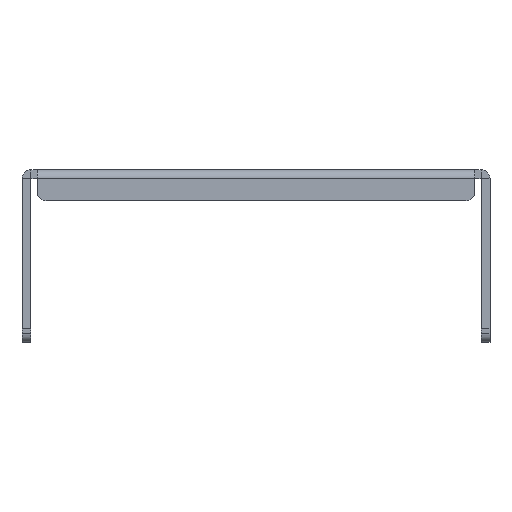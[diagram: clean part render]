
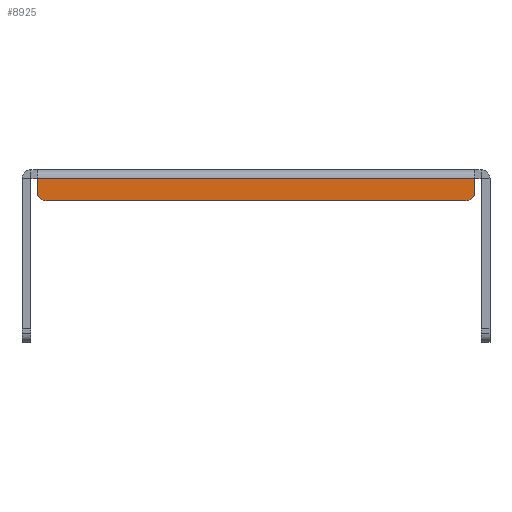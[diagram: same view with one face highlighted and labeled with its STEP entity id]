
A CAD part, top view. The second image highlights one B-rep face of the part: STEP entity #8925.
In plain terms, the highlighted planar face has unit normal (0, 0, 1).
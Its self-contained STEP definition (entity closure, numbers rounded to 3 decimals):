
#3162=DIRECTION('',(0.,1.,0.));
#3163=VECTOR('',#3162,3.);
#3164=CARTESIAN_POINT('',(49.5,31.,16.5));
#3165=LINE('',#3164,#3163);
#3166=CARTESIAN_POINT('',(47.5,31.,16.5));
#3167=DIRECTION('',(0.,0.,1.));
#3168=DIRECTION('',(0.,-1.,0.));
#3169=AXIS2_PLACEMENT_3D('',#3166,#3167,#3168);
#3171=DIRECTION('',(1.,0.,0.));
#3172=VECTOR('',#3171,95.);
#3173=CARTESIAN_POINT('',(-47.5,29.,16.5));
#3174=LINE('',#3173,#3172);
#3175=CARTESIAN_POINT('',(-47.5,31.,16.5));
#3176=DIRECTION('',(0.,0.,1.));
#3177=DIRECTION('',(-1.,0.,0.));
#3178=AXIS2_PLACEMENT_3D('',#3175,#3176,#3177);
#3180=DIRECTION('',(0.,-1.,0.));
#3181=VECTOR('',#3180,3.);
#3182=CARTESIAN_POINT('',(-49.5,34.,16.5));
#3183=LINE('',#3182,#3181);
#3184=DIRECTION('',(-1.,0.,0.));
#3185=VECTOR('',#3184,99.);
#3186=CARTESIAN_POINT('',(49.5,34.,16.5));
#3187=LINE('',#3186,#3185);
#4672=CARTESIAN_POINT('',(49.5,31.,16.5));
#4673=CARTESIAN_POINT('',(49.5,34.,16.5));
#4674=VERTEX_POINT('',#4672);
#4675=VERTEX_POINT('',#4673);
#4676=CARTESIAN_POINT('',(-47.5,29.,16.5));
#4677=CARTESIAN_POINT('',(47.5,29.,16.5));
#4678=VERTEX_POINT('',#4676);
#4679=VERTEX_POINT('',#4677);
#4680=CARTESIAN_POINT('',(-49.5,34.,16.5));
#4681=CARTESIAN_POINT('',(-49.5,31.,16.5));
#4682=VERTEX_POINT('',#4680);
#4683=VERTEX_POINT('',#4681);
#8909=CARTESIAN_POINT('',(25.978,34.,16.5));
#8910=DIRECTION('',(0.,0.,-1.));
#8911=DIRECTION('',(-1.,0.,0.));
#8912=AXIS2_PLACEMENT_3D('',#8909,#8910,#8911);
#8913=PLANE('',#8912);
#8914=ORIENTED_EDGE('',*,*,#8819,.F.);
#8916=ORIENTED_EDGE('',*,*,#8915,.F.);
#8918=ORIENTED_EDGE('',*,*,#8917,.F.);
#8920=ORIENTED_EDGE('',*,*,#8919,.F.);
#8921=ORIENTED_EDGE('',*,*,#8851,.F.);
#8922=ORIENTED_EDGE('',*,*,#8901,.F.);
#8923=EDGE_LOOP('',(#8914,#8916,#8918,#8920,#8921,#8922));
#8924=FACE_OUTER_BOUND('',#8923,.F.);
#8925=ADVANCED_FACE('',(#8924),#8913,.F.);
#3170=CIRCLE('',#3169,2.);
#3179=CIRCLE('',#3178,2.);
#8819=EDGE_CURVE('',#4674,#4675,#3165,.T.);
#8851=EDGE_CURVE('',#4682,#4683,#3183,.T.);
#8901=EDGE_CURVE('',#4675,#4682,#3187,.T.);
#8915=EDGE_CURVE('',#4679,#4674,#3170,.T.);
#8917=EDGE_CURVE('',#4678,#4679,#3174,.T.);
#8919=EDGE_CURVE('',#4683,#4678,#3179,.T.);
